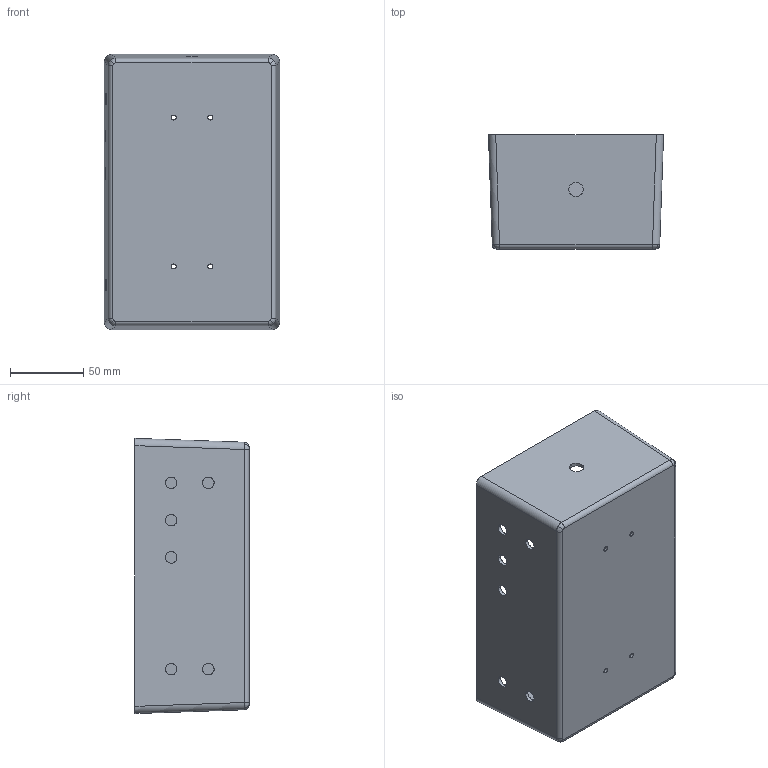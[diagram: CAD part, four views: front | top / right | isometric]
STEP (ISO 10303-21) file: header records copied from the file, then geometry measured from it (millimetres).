
FILE_DESCRIPTION (( 'STEP AP203' ), '1' );
FILE_NAME ('BUD-CU-347-base-cutouts.STEP', '2024-07-05T18:15:07', ( '' ), ( '' ), 'SwSTEP 2.0', 'SolidWorks 2023', '' );
FILE_SCHEMA (( 'CONFIG_CONTROL_DESIGN' ));
Length unit declared in the file: millimetre
Products named in the file (1): BUD-CU-347-base-cutouts
Bounding box: 119.46 x 77.8 x 187.71 mm (x, y, z)
Volume: 158743.3 mm3; surface area: 131390 mm2
Topology: 1 solids, 1 shells, 131 faces, 328 edges, 194 vertices
Faces by surface type: cylinder 52, cone 24, bspline 20, plane 17, sphere 12, torus 6
Entity records: 4581 total; most frequent: CARTESIAN_POINT 1532, ORIENTED_EDGE 632, DIRECTION 610, EDGE_CURVE 316, AXIS2_PLACEMENT_3D 252, VERTEX_POINT 194, EDGE_LOOP 160, CIRCLE 140
